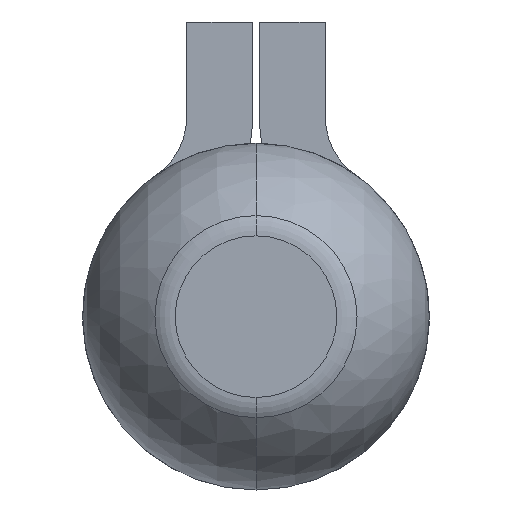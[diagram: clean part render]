
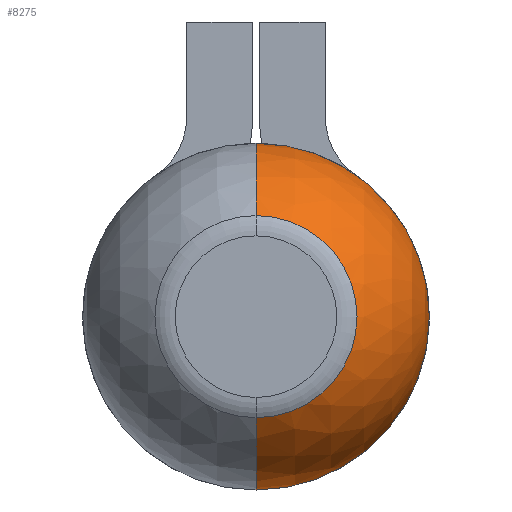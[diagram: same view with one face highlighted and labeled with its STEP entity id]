
A CAD part, front view. The second image highlights one B-rep face of the part: STEP entity #8275.
In plain terms, the highlighted spherical face has radius 5 mm.
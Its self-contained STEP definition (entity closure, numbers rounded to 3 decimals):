
#65 = CARTESIAN_POINT ( 'NONE',  ( 0., -13.9, 0. ) ) ;
#298 = CARTESIAN_POINT ( 'NONE',  ( 0., -13.9, -5. ) ) ;
#369 = VERTEX_POINT ( 'NONE', #8434 ) ;
#751 = DIRECTION ( 'NONE',  ( 1., 0., 0. ) ) ;
#832 = CIRCLE ( 'NONE', #2621, 5. ) ;
#1095 = CIRCLE ( 'NONE', #8815, 5. ) ;
#1408 = ORIENTED_EDGE ( 'NONE', *, *, #12931, .F. ) ;
#1481 = SPHERICAL_SURFACE ( 'NONE', #6945, 5. ) ;
#1655 = FACE_OUTER_BOUND ( 'NONE', #1755, .T. ) ;
#1755 = EDGE_LOOP ( 'NONE', ( #8765, #9761, #3773, #1408 ) ) ;
#2063 = EDGE_CURVE ( 'NONE', #9210, #369, #1095, .T. ) ;
#2203 = VERTEX_POINT ( 'NONE', #12305 ) ;
#2621 = AXIS2_PLACEMENT_3D ( 'NONE', #12858, #6179, #10621 ) ;
#2701 = DIRECTION ( 'NONE',  ( 0., 0., -1. ) ) ;
#3773 = ORIENTED_EDGE ( 'NONE', *, *, #6262, .T. ) ;
#3957 = CARTESIAN_POINT ( 'NONE',  ( 0., -17.962, 0. ) ) ;
#4371 = AXIS2_PLACEMENT_3D ( 'NONE', #3957, #11485, #4948 ) ;
#4948 = DIRECTION ( 'NONE',  ( 0., 0., 1. ) ) ;
#6039 = DIRECTION ( 'NONE',  ( 1., 0., 0. ) ) ;
#6179 = DIRECTION ( 'NONE',  ( -1., 0., 0. ) ) ;
#6262 = EDGE_CURVE ( 'NONE', #369, #2203, #7779, .T. ) ;
#6945 = AXIS2_PLACEMENT_3D ( 'NONE', #12472, #6039, #2701 ) ;
#7339 = EDGE_CURVE ( 'NONE', #12842, #9210, #13899, .T. ) ;
#7779 = CIRCLE ( 'NONE', #4371, 2.915 ) ;
#8275 = ADVANCED_FACE ( 'NONE', ( #1655 ), #1481, .T. ) ;
#8352 = DIRECTION ( 'NONE',  ( 0., 0., -1. ) ) ;
#8434 = CARTESIAN_POINT ( 'NONE',  ( 0., -17.962, 2.915 ) ) ;
#8687 = DIRECTION ( 'NONE',  ( 0., -1., 0. ) ) ;
#8765 = ORIENTED_EDGE ( 'NONE', *, *, #7339, .T. ) ;
#8815 = AXIS2_PLACEMENT_3D ( 'NONE', #12784, #751, #8352 ) ;
#9210 = VERTEX_POINT ( 'NONE', #13913 ) ;
#9761 = ORIENTED_EDGE ( 'NONE', *, *, #2063, .T. ) ;
#10502 = AXIS2_PLACEMENT_3D ( 'NONE', #65, #8687, #13057 ) ;
#10621 = DIRECTION ( 'NONE',  ( 0., 0., 1. ) ) ;
#11485 = DIRECTION ( 'NONE',  ( 0., 1., 0. ) ) ;
#12305 = CARTESIAN_POINT ( 'NONE',  ( 0., -17.962, -2.915 ) ) ;
#12472 = CARTESIAN_POINT ( 'NONE',  ( 0., -13.9, 0. ) ) ;
#12784 = CARTESIAN_POINT ( 'NONE',  ( 0., -13.9, 0. ) ) ;
#12842 = VERTEX_POINT ( 'NONE', #298 ) ;
#12858 = CARTESIAN_POINT ( 'NONE',  ( 0., -13.9, 0. ) ) ;
#12931 = EDGE_CURVE ( 'NONE', #12842, #2203, #832, .T. ) ;
#13057 = DIRECTION ( 'NONE',  ( 0., 0., -1. ) ) ;
#13899 = CIRCLE ( 'NONE', #10502, 5. ) ;
#13913 = CARTESIAN_POINT ( 'NONE',  ( 0., -13.9, 5. ) ) ;
